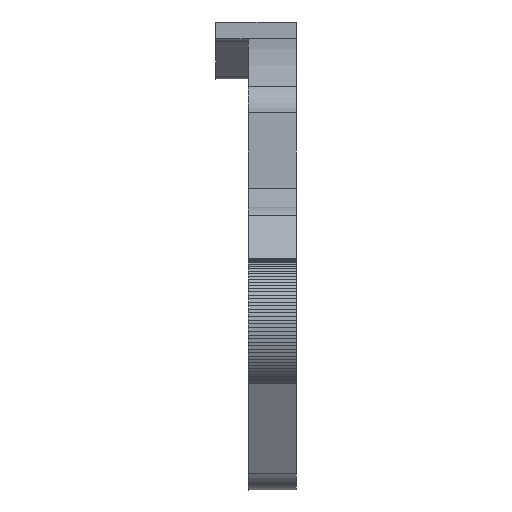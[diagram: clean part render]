
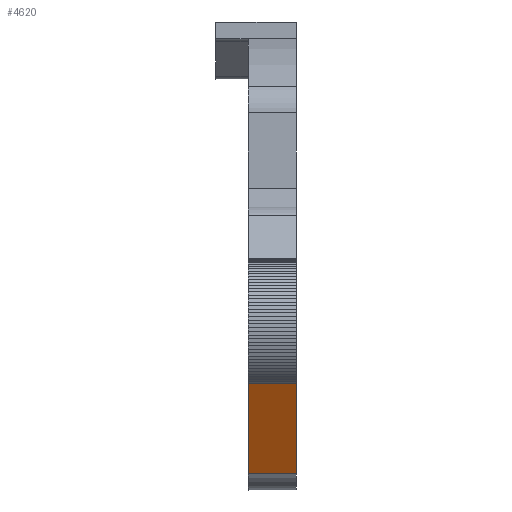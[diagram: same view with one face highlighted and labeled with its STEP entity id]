
A CAD part, left-side view. The second image highlights one B-rep face of the part: STEP entity #4620.
In plain terms, the highlighted planar face has unit normal (-0.866, 0, -0.5).
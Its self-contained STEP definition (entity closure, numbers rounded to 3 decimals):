
#130=LINE('',#6546,#709);
#337=LINE('',#7743,#916);
#338=LINE('',#7746,#917);
#339=LINE('',#7747,#918);
#709=VECTOR('',#5214,10.);
#916=VECTOR('',#5669,10.);
#917=VECTOR('',#5672,10.);
#918=VECTOR('',#5673,10.);
#1271=PLANE('',#4943);
#1494=FACE_OUTER_BOUND('',#1741,.T.);
#1741=EDGE_LOOP('',(#3660,#3661,#3662,#3663));
#2078=VERTEX_POINT('',#6543);
#2079=VERTEX_POINT('',#6545);
#2307=VERTEX_POINT('',#7741);
#2308=VERTEX_POINT('',#7745);
#2539=EDGE_CURVE('',#2078,#2079,#130,.T.);
#2828=EDGE_CURVE('',#2078,#2307,#337,.T.);
#2829=EDGE_CURVE('',#2308,#2079,#338,.T.);
#2830=EDGE_CURVE('',#2308,#2307,#339,.T.);
#3660=ORIENTED_EDGE('',*,*,#2829,.T.);
#3661=ORIENTED_EDGE('',*,*,#2539,.F.);
#3662=ORIENTED_EDGE('',*,*,#2828,.T.);
#3663=ORIENTED_EDGE('',*,*,#2830,.F.);
#4620=ADVANCED_FACE('',(#1494),#1271,.T.);
#4943=AXIS2_PLACEMENT_3D('',#7744,#5670,#5671);
#5214=DIRECTION('',(-0.5,0.,0.866));
#5669=DIRECTION('',(0.,-1.,0.));
#5670=DIRECTION('center_axis',(-0.866,0.,
-0.5));
#5671=DIRECTION('ref_axis',(0.5,0.,-0.866));
#5672=DIRECTION('',(0.,1.,0.));
#5673=DIRECTION('',(0.5,0.,-0.866));
#6543=CARTESIAN_POINT('',(127.557,-88.524,121.508));
#6545=CARTESIAN_POINT('',(124.352,-88.524,127.058));
#6546=CARTESIAN_POINT('',(126.378,-88.524,123.549));
#7741=CARTESIAN_POINT('',(127.557,-91.492,121.508));
#7743=CARTESIAN_POINT('',(127.557,-88.492,121.508));
#7744=CARTESIAN_POINT('Origin',(123.227,-88.492,129.008));
#7745=CARTESIAN_POINT('',(124.352,-91.492,127.058));
#7746=CARTESIAN_POINT('',(124.352,-90.008,127.058));
#7747=CARTESIAN_POINT('',(123.227,-91.492,129.008));
